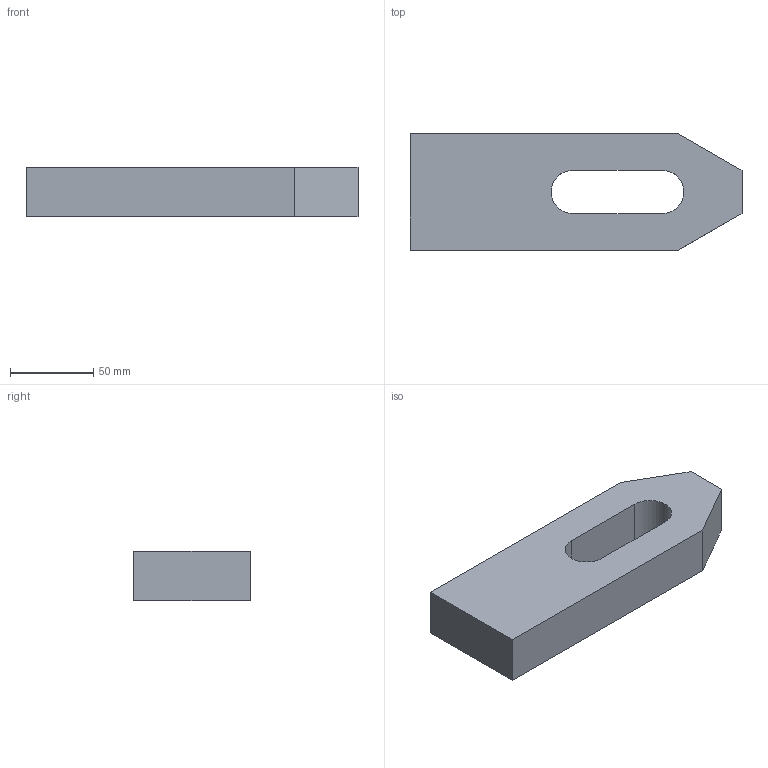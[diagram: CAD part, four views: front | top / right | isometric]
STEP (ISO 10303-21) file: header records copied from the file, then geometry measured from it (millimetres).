
FILE_DESCRIPTION (( 'STEP AP203' ), '1' );
FILE_NAME ('bj152-24200.STEP', '2021-10-24T23:47:20', ( '' ), ( '' ), 'SwSTEP 2.0', 'SolidWorks 2020', '' );
FILE_SCHEMA (( 'CONFIG_CONTROL_DESIGN' ));
Length unit declared in the file: millimetre
Products named in the file (1): bj152-24200
Bounding box: 200 x 70 x 30 mm (x, y, z)
Volume: 336802.7 mm3; surface area: 43377.7 mm2
Topology: 1 solids, 1 shells, 12 faces, 30 edges, 20 vertices
Faces by surface type: plane 10, cylinder 2
Entity records: 443 total; most frequent: CARTESIAN_POINT 75, ORIENTED_EDGE 60, DIRECTION 56, EDGE_CURVE 30, LINE 22, VECTOR 22, VERTEX_POINT 20, AXIS2_PLACEMENT_3D 17
